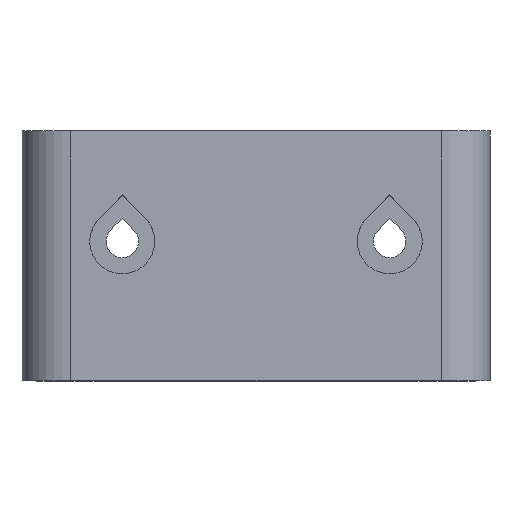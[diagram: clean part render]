
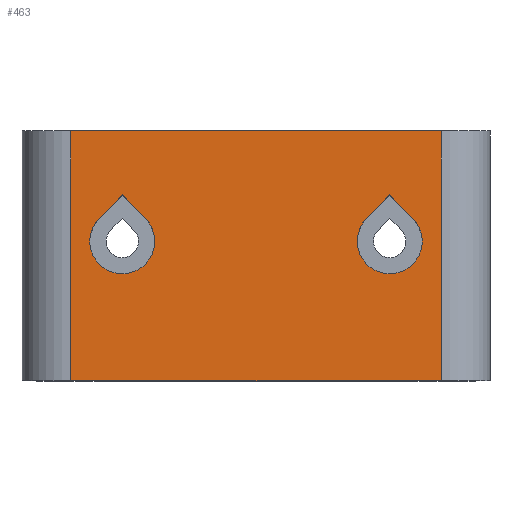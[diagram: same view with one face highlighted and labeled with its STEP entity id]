
A CAD part, top view. The second image highlights one B-rep face of the part: STEP entity #463.
In plain terms, the highlighted planar face has unit normal (0, 0, 1).
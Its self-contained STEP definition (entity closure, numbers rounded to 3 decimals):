
#15=FACE_BOUND('',#67,.T.);
#16=FACE_BOUND('',#68,.T.);
#22=PLANE('',#505);
#40=FACE_OUTER_BOUND('',#66,.T.);
#66=EDGE_LOOP('',(#328,#329,#330,#331));
#67=EDGE_LOOP('',(#332,#333,#334));
#68=EDGE_LOOP('',(#335,#336,#337));
#98=CIRCLE('',#506,2.);
#99=CIRCLE('',#507,2.);
#120=LINE('',#705,#168);
#121=LINE('',#707,#169);
#122=LINE('',#709,#170);
#123=LINE('',#710,#171);
#124=LINE('',#713,#172);
#125=LINE('',#715,#173);
#126=LINE('',#719,#174);
#127=LINE('',#722,#175);
#168=VECTOR('',#563,22.834);
#169=VECTOR('',#564,15.4);
#170=VECTOR('',#565,22.834);
#171=VECTOR('',#566,15.4);
#172=VECTOR('',#567,2.042);
#173=VECTOR('',#568,2.042);
#174=VECTOR('',#571,2.042);
#175=VECTOR('',#574,2.042);
#218=VERTEX_POINT('',#703);
#219=VERTEX_POINT('',#704);
#220=VERTEX_POINT('',#706);
#221=VERTEX_POINT('',#708);
#222=VERTEX_POINT('',#711);
#223=VERTEX_POINT('',#712);
#224=VERTEX_POINT('',#714);
#225=VERTEX_POINT('',#717);
#226=VERTEX_POINT('',#718);
#227=VERTEX_POINT('',#720);
#262=EDGE_CURVE('',#218,#219,#120,.T.);
#263=EDGE_CURVE('',#218,#220,#121,.T.);
#264=EDGE_CURVE('',#221,#220,#122,.T.);
#265=EDGE_CURVE('',#219,#221,#123,.T.);
#266=EDGE_CURVE('',#222,#223,#124,.T.);
#267=EDGE_CURVE('',#223,#224,#125,.T.);
#268=EDGE_CURVE('',#224,#222,#98,.T.);
#269=EDGE_CURVE('',#225,#226,#126,.T.);
#270=EDGE_CURVE('',#227,#225,#99,.T.);
#271=EDGE_CURVE('',#226,#227,#127,.T.);
#328=ORIENTED_EDGE('',*,*,#262,.F.);
#329=ORIENTED_EDGE('',*,*,#263,.T.);
#330=ORIENTED_EDGE('',*,*,#264,.F.);
#331=ORIENTED_EDGE('',*,*,#265,.F.);
#332=ORIENTED_EDGE('',*,*,#266,.T.);
#333=ORIENTED_EDGE('',*,*,#267,.T.);
#334=ORIENTED_EDGE('',*,*,#268,.T.);
#335=ORIENTED_EDGE('',*,*,#269,.F.);
#336=ORIENTED_EDGE('',*,*,#270,.F.);
#337=ORIENTED_EDGE('',*,*,#271,.F.);
#463=ADVANCED_FACE('',(#40,#15,#16),#22,.T.);
#505=AXIS2_PLACEMENT_3D('',#702,#561,#562);
#506=AXIS2_PLACEMENT_3D('',#716,#569,#570);
#507=AXIS2_PLACEMENT_3D('',#721,#572,#573);
#561=DIRECTION('center_axis',(0.,0.,1.));
#562=DIRECTION('ref_axis',(1.,0.,0.));
#563=DIRECTION('',(-1.,0.,0.));
#564=DIRECTION('',(0.,1.,0.));
#565=DIRECTION('',(1.,0.,0.));
#566=DIRECTION('',(0.,1.,0.));
#567=DIRECTION('',(0.7,0.714,0.));
#568=DIRECTION('',(0.7,-0.714,0.));
#569=DIRECTION('center_axis',(0.,0.,-1.));
#570=DIRECTION('ref_axis',(-1.,0.,0.));
#571=DIRECTION('',(-0.7,0.714,0.));
#572=DIRECTION('center_axis',(0.,0.,1.));
#573=DIRECTION('ref_axis',(1.,0.,0.));
#574=DIRECTION('',(-0.7,-0.714,0.));
#702=CARTESIAN_POINT('Origin',(16.613,-16.494,59.2));
#703=CARTESIAN_POINT('',(11.417,2.4,59.2));
#704=CARTESIAN_POINT('',(-11.417,2.4,59.2));
#705=CARTESIAN_POINT('',(11.417,2.4,59.2));
#706=CARTESIAN_POINT('',(11.417,17.8,59.2));
#707=CARTESIAN_POINT('',(11.417,2.4,59.2));
#708=CARTESIAN_POINT('',(-11.417,17.8,59.2));
#709=CARTESIAN_POINT('',(-11.417,17.8,59.2));
#710=CARTESIAN_POINT('',(-11.417,2.4,59.2));
#711=CARTESIAN_POINT('',(-9.666,12.399,59.2));
#712=CARTESIAN_POINT('',(-8.237,13.859,59.2));
#713=CARTESIAN_POINT('',(-9.666,12.399,59.2));
#714=CARTESIAN_POINT('',(-6.808,12.399,59.2));
#715=CARTESIAN_POINT('',(-8.237,13.859,59.2));
#716=CARTESIAN_POINT('Origin',(-8.237,11.,59.2));
#717=CARTESIAN_POINT('',(9.666,12.399,59.2));
#718=CARTESIAN_POINT('',(8.237,13.859,59.2));
#719=CARTESIAN_POINT('',(9.666,12.399,59.2));
#720=CARTESIAN_POINT('',(6.808,12.399,59.2));
#721=CARTESIAN_POINT('Origin',(8.237,11.,59.2));
#722=CARTESIAN_POINT('',(8.237,13.859,59.2));
